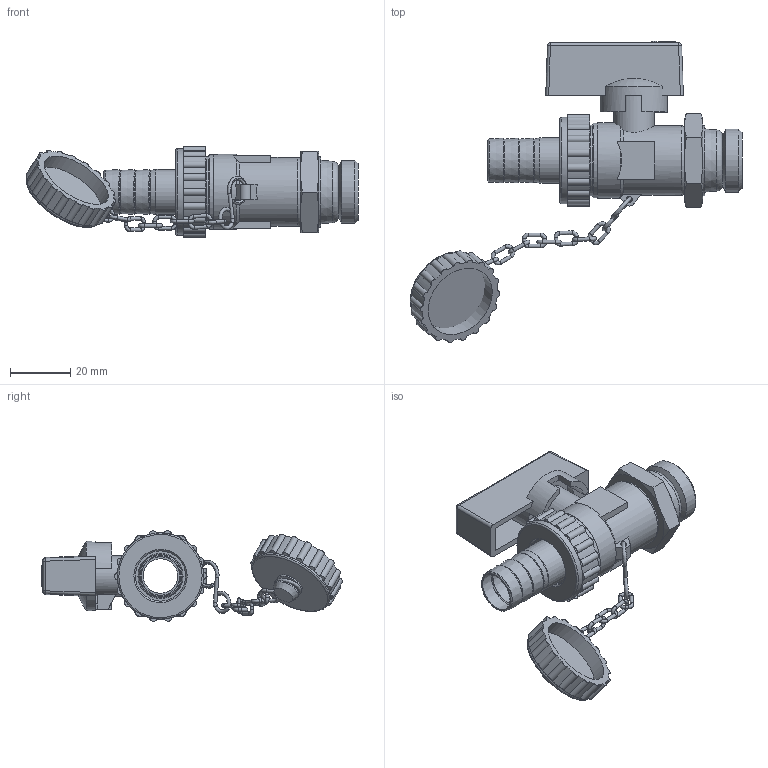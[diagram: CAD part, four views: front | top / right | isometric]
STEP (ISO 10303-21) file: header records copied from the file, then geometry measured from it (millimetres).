
FILE_DESCRIPTION(/* description */ ('Unknown'),/* implementation_level */ '2;1');
FILE_NAME(/* name */ '1523-04',/* time_stamp */ '2022-10-12T13:25:49+02:00',/* author */ ('Unknown'),/* organization */ ('Unknown'),/* preprocessor_version */ 'ST-DEVELOPER v16.7',/* originating_system */ 'Solid Edge',/* authorisation */ 'Unknown');
FILE_SCHEMA (('AUTOMOTIVE_DESIGN {1 0 10303 214 3 1 1}'));
Length unit declared in the file: millimetre
Products named in the file (12): 1523-04-00; 1523-04-10; 1523-04-16; 1523-04-01; 1523-04-09; 1523-04-13; 1523-04-12; 1523-04-02; 1523-04-11; M4X10; 1523-04-05; 1523-04-07
Assembly tree (11 placements, depth 2):
  1523-04-00
    1523-04-10
    1523-04-16
    1523-04-01
    1523-04-09
    1523-04-13
    1523-04-12
    1523-04-02
    1523-04-11
    M4X10
    1523-04-05
    1523-04-07
Bounding box: 110.44 x 100.23 x 30.07 mm (x, y, z)
Volume: 28633.8 mm3; surface area: 30005.8 mm2
Topology: 10 solids, 22 shells, 511 faces, 1190 edges, 745 vertices
Faces by surface type: cylinder 182, plane 171, cone 72, torus 61, bspline 20, sphere 5
Full cylindrical faces by diameter (mm): 1.2 x34, 2 x1, 3.3 x1, 4 x1, 5 x1, 6 x2, 7 x1, 9 x5, 9.7 x1, 10.03 x1, 11 x1, 11.5 x2, 13.5 x1, 14.4 x1, 15 x1, 15.4 x1, 16 x4, 16.1 x1, 16.3 x2, 16.7 x1, 17.5 x1, 17.968 x1, 18.63 x1, 18.906 x1, 19.5 x1, 20.96 x2, 21 x2, 21.5 x1, 23 x1, 23.3 x2
Entity records: 15866 total; most frequent: CARTESIAN_POINT 4700, DIRECTION 2313, ORIENTED_EDGE 1926, AXIS2_PLACEMENT_3D 976, EDGE_CURVE 964, FACE_BOUND 766, EDGE_LOOP 764, VERTEX_POINT 714
